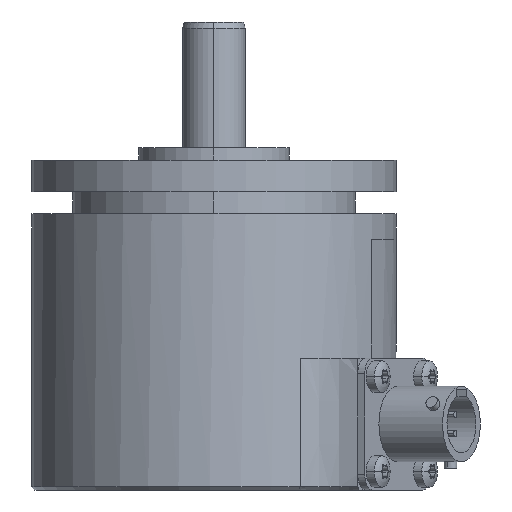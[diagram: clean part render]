
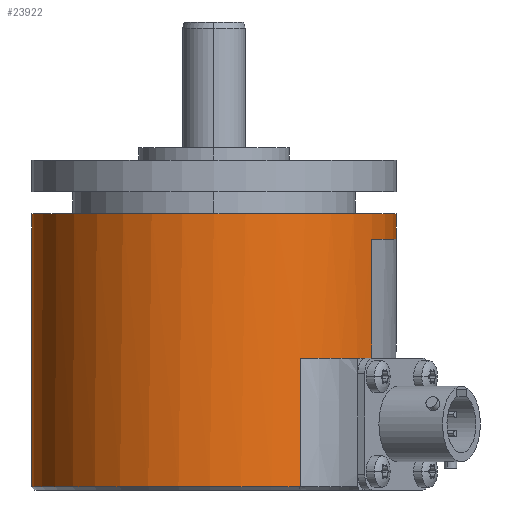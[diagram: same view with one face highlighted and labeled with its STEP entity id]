
A CAD part, front view. The second image highlights one B-rep face of the part: STEP entity #23922.
In plain terms, the highlighted cylindrical face has radius 29 mm (diameter 58 mm), a partial arc.
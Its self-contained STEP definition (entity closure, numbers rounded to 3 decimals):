
#3532=CARTESIAN_POINT('',(0.,0.,12.4));
#3533=DIRECTION('',(0.,0.,1.));
#3534=DIRECTION('',(-0.866,0.5,0.));
#3535=AXIS2_PLACEMENT_3D('',#3532,#3533,#3534);
#3537=DIRECTION('',(0.,0.,1.));
#3538=VECTOR('',#3537,4.1);
#3539=CARTESIAN_POINT('',(29.,0.,12.4));
#3540=LINE('',#3539,#3538);
#3628=CARTESIAN_POINT('',(0.,0.,12.4));
#3629=DIRECTION('',(0.,0.,1.));
#3630=DIRECTION('',(0.866,-0.5,0.));
#3631=AXIS2_PLACEMENT_3D('',#3628,#3629,#3630);
#3633=DIRECTION('',(0.,0.,-1.));
#3634=VECTOR('',#3633,18.9);
#3635=CARTESIAN_POINT('',(25.115,-14.5,12.4));
#3636=LINE('',#3635,#3634);
#3637=DIRECTION('',(0.,0.,-1.));
#3638=VECTOR('',#3637,39.4);
#3639=CARTESIAN_POINT('',(-25.115,14.5,12.4));
#3640=LINE('',#3639,#3638);
#3641=DIRECTION('',(0.,0.,1.));
#3642=VECTOR('',#3641,4.1);
#3643=CARTESIAN_POINT('',(-29.,0.,12.4));
#3644=LINE('',#3643,#3642);
#3645=CARTESIAN_POINT('',(0.,0.,16.5));
#3646=DIRECTION('',(0.,0.,1.));
#3647=DIRECTION('',(-1.,0.,0.));
#3648=AXIS2_PLACEMENT_3D('',#3645,#3646,#3647);
#3662=CARTESIAN_POINT('',(0.,0.,-6.5));
#3663=DIRECTION('',(0.,0.,1.));
#3664=DIRECTION('',(0.475,-0.88,0.));
#3665=AXIS2_PLACEMENT_3D('',#3662,#3663,#3664);
#3746=CARTESIAN_POINT('',(0.,0.,-27.));
#3747=DIRECTION('',(0.,0.,-1.));
#3748=DIRECTION('',(0.475,-0.88,0.));
#3749=AXIS2_PLACEMENT_3D('',#3746,#3747,#3748);
#3794=DIRECTION('',(0.,0.,1.));
#3795=VECTOR('',#3794,20.5);
#3796=CARTESIAN_POINT('',(13.762,-25.527,-27.));
#3797=LINE('',#3796,#3795);
#19718=CARTESIAN_POINT('',(29.,0.,16.5));
#19719=CARTESIAN_POINT('',(-29.,0.,16.5));
#19720=VERTEX_POINT('',#19718);
#19721=VERTEX_POINT('',#19719);
#20542=CARTESIAN_POINT('',(13.762,-25.527,-6.5));
#20544=VERTEX_POINT('',#20542);
#20625=CARTESIAN_POINT('',(25.115,-14.5,-6.5));
#20626=VERTEX_POINT('',#20625);
#20628=CARTESIAN_POINT('',(-25.115,14.5,-27.));
#20630=VERTEX_POINT('',#20628);
#20631=CARTESIAN_POINT('',(13.762,-25.527,-27.));
#20632=VERTEX_POINT('',#20631);
#20641=CARTESIAN_POINT('',(-25.115,14.5,12.4));
#20642=CARTESIAN_POINT('',(-29.,0.,12.4));
#20643=VERTEX_POINT('',#20641);
#20644=VERTEX_POINT('',#20642);
#20645=CARTESIAN_POINT('',(25.115,-14.5,12.4));
#20646=CARTESIAN_POINT('',(29.,0.,12.4));
#20647=VERTEX_POINT('',#20645);
#20648=VERTEX_POINT('',#20646);
#23901=CARTESIAN_POINT('',(0.,0.,0.));
#23902=DIRECTION('',(0.,0.,1.));
#23903=DIRECTION('',(1.,0.,0.));
#23904=AXIS2_PLACEMENT_3D('',#23901,#23902,#23903);
#23905=CYLINDRICAL_SURFACE('',#23904,29.);
#23906=ORIENTED_EDGE('',*,*,#23873,.F.);
#23907=ORIENTED_EDGE('',*,*,#23871,.T.);
#23909=ORIENTED_EDGE('',*,*,#23908,.F.);
#23911=ORIENTED_EDGE('',*,*,#23910,.F.);
#23913=ORIENTED_EDGE('',*,*,#23912,.T.);
#23914=ORIENTED_EDGE('',*,*,#23863,.F.);
#23915=ORIENTED_EDGE('',*,*,#23861,.T.);
#23916=ORIENTED_EDGE('',*,*,#23879,.T.);
#23918=ORIENTED_EDGE('',*,*,#23917,.T.);
#23919=ORIENTED_EDGE('',*,*,#23875,.F.);
#23920=EDGE_LOOP('',(#23906,#23907,#23909,#23911,#23913,#23914,#23915,#23916,
#23918,#23919));
#23921=FACE_OUTER_BOUND('',#23920,.F.);
#3536=CIRCLE('',#3535,29.);
#3632=CIRCLE('',#3631,29.);
#3649=CIRCLE('',#3648,29.);
#3666=CIRCLE('',#3665,29.);
#3750=CIRCLE('',#3749,29.);
#23861=EDGE_CURVE('',#20643,#20644,#3536,.T.);
#23863=EDGE_CURVE('',#20643,#20630,#3640,.T.);
#23871=EDGE_CURVE('',#20647,#20626,#3636,.T.);
#23873=EDGE_CURVE('',#20647,#20648,#3632,.T.);
#23875=EDGE_CURVE('',#20648,#19720,#3540,.T.);
#23879=EDGE_CURVE('',#20644,#19721,#3644,.T.);
#23908=EDGE_CURVE('',#20544,#20626,#3666,.T.);
#23910=EDGE_CURVE('',#20632,#20544,#3797,.T.);
#23912=EDGE_CURVE('',#20632,#20630,#3750,.T.);
#23917=EDGE_CURVE('',#19721,#19720,#3649,.T.);
#23922=ADVANCED_FACE('',(#23921),#23905,.T.);
